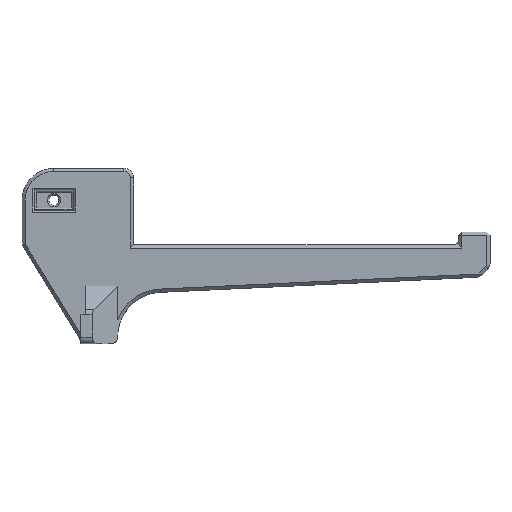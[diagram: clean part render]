
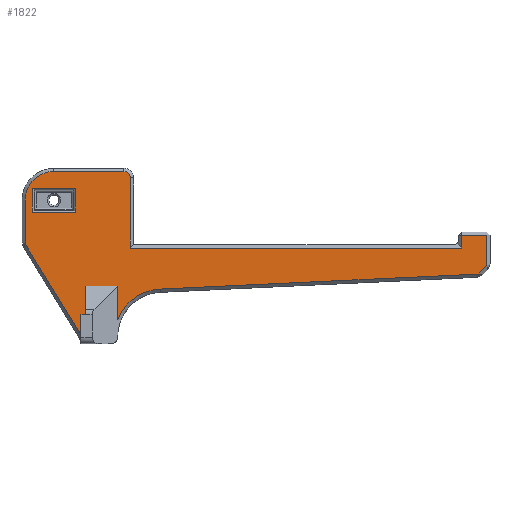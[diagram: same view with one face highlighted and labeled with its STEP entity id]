
A CAD part, top view. The second image highlights one B-rep face of the part: STEP entity #1822.
In plain terms, the highlighted planar face has unit normal (0, 0, 1).
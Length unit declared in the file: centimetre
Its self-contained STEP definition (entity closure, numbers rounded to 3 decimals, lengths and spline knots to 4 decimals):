
#219=VECTOR('',#2681,1.);
#224=VECTOR('',#2687,1.);
#228=VECTOR('',#2698,1.);
#231=VECTOR('',#2708,1.);
#234=VECTOR('',#2712,1.);
#238=VECTOR('',#2718,1.);
#240=VECTOR('',#2721,1.);
#255=VECTOR('',#2744,1.);
#259=VECTOR('',#2750,1.);
#262=VECTOR('',#2754,1.);
#287=VECTOR('',#2815,1.);
#288=VECTOR('',#2816,1.);
#289=VECTOR('',#2817,1.);
#290=VECTOR('',#2818,1.);
#291=VECTOR('',#2819,1.);
#292=VECTOR('',#2820,1.);
#293=VECTOR('',#2821,1.);
#294=VECTOR('',#2822,1.);
#295=VECTOR('',#2823,1.);
#420=LINE('',#2251,#219);
#425=LINE('',#2262,#224);
#429=LINE('',#2274,#228);
#432=LINE('',#2283,#231);
#435=LINE('',#2287,#234);
#439=LINE('',#2295,#238);
#441=LINE('',#2298,#240);
#456=LINE('',#2325,#255);
#460=LINE('',#2342,#259);
#463=LINE('',#2348,#262);
#488=LINE('',#2414,#287);
#489=LINE('',#2416,#288);
#490=LINE('',#2418,#289);
#491=LINE('',#2420,#290);
#492=LINE('',#2422,#291);
#493=LINE('',#2423,#292);
#494=LINE('',#2426,#293);
#495=LINE('',#2428,#294);
#496=LINE('',#2430,#295);
#598=PLANE('',#1950);
#691=VERTEX_POINT('',#2218);
#694=VERTEX_POINT('',#2228);
#697=VERTEX_POINT('',#2235);
#698=VERTEX_POINT('',#2242);
#701=VERTEX_POINT('',#2252);
#702=VERTEX_POINT('',#2253);
#705=VERTEX_POINT('',#2261);
#707=VERTEX_POINT('',#2267);
#709=VERTEX_POINT('',#2273);
#711=VERTEX_POINT('',#2279);
#713=VERTEX_POINT('',#2294);
#720=VERTEX_POINT('',#2335);
#721=VERTEX_POINT('',#2345);
#724=VERTEX_POINT('',#2354);
#735=VERTEX_POINT('',#2415);
#736=VERTEX_POINT('',#2417);
#737=VERTEX_POINT('',#2419);
#738=VERTEX_POINT('',#2421);
#739=VERTEX_POINT('',#2424);
#740=VERTEX_POINT('',#2425);
#741=VERTEX_POINT('',#2427);
#742=VERTEX_POINT('',#2429);
#777=CIRCLE('',#1903,0.2);
#779=CIRCLE('',#1907,0.9);
#782=CIRCLE('',#1927,1.5);
#899=EDGE_CURVE('',#701,#702,#420,.T.);
#904=EDGE_CURVE('',#705,#701,#425,.T.);
#907=EDGE_CURVE('',#707,#705,#777,.T.);
#910=EDGE_CURVE('',#709,#707,#429,.T.);
#913=EDGE_CURVE('',#711,#709,#779,.T.);
#915=EDGE_CURVE('',#698,#711,#432,.T.);
#918=EDGE_CURVE('',#702,#697,#435,.T.);
#922=EDGE_CURVE('',#713,#698,#439,.T.);
#924=EDGE_CURVE('',#697,#694,#441,.T.);
#939=EDGE_CURVE('',#694,#691,#456,.T.);
#945=EDGE_CURVE('',#691,#720,#460,.T.);
#948=EDGE_CURVE('',#720,#721,#463,.T.);
#951=EDGE_CURVE('',#721,#724,#782,.T.);
#979=EDGE_CURVE('',#713,#735,#488,.T.);
#980=EDGE_CURVE('',#735,#736,#489,.T.);
#981=EDGE_CURVE('',#736,#737,#490,.T.);
#982=EDGE_CURVE('',#737,#738,#491,.T.);
#983=EDGE_CURVE('',#738,#724,#492,.T.);
#984=EDGE_CURVE('',#739,#740,#493,.T.);
#985=EDGE_CURVE('',#741,#739,#494,.T.);
#986=EDGE_CURVE('',#742,#741,#495,.T.);
#987=EDGE_CURVE('',#740,#742,#496,.T.);
#1383=ORIENTED_EDGE('',*,*,#922,.F.);
#1384=ORIENTED_EDGE('',*,*,#979,.T.);
#1385=ORIENTED_EDGE('',*,*,#980,.T.);
#1386=ORIENTED_EDGE('',*,*,#981,.T.);
#1387=ORIENTED_EDGE('',*,*,#982,.T.);
#1388=ORIENTED_EDGE('',*,*,#983,.T.);
#1389=ORIENTED_EDGE('',*,*,#951,.F.);
#1390=ORIENTED_EDGE('',*,*,#948,.F.);
#1391=ORIENTED_EDGE('',*,*,#945,.F.);
#1392=ORIENTED_EDGE('',*,*,#939,.F.);
#1393=ORIENTED_EDGE('',*,*,#924,.F.);
#1394=ORIENTED_EDGE('',*,*,#918,.F.);
#1395=ORIENTED_EDGE('',*,*,#899,.F.);
#1396=ORIENTED_EDGE('',*,*,#904,.F.);
#1397=ORIENTED_EDGE('',*,*,#907,.F.);
#1398=ORIENTED_EDGE('',*,*,#910,.F.);
#1399=ORIENTED_EDGE('',*,*,#913,.F.);
#1400=ORIENTED_EDGE('',*,*,#915,.F.);
#1401=ORIENTED_EDGE('',*,*,#984,.F.);
#1402=ORIENTED_EDGE('',*,*,#985,.F.);
#1403=ORIENTED_EDGE('',*,*,#986,.F.);
#1404=ORIENTED_EDGE('',*,*,#987,.F.);
#1600=EDGE_LOOP('',(#1383,#1384,#1385,#1386,#1387,#1388,#1389,#1390,#1391,
#1392,#1393,#1394,#1395,#1396,#1397,#1398,#1399,#1400));
#1601=EDGE_LOOP('',(#1401,#1402,#1403,#1404));
#1713=FACE_BOUND('',#1600,.T.);
#1714=FACE_BOUND('',#1601,.T.);
#1822=ADVANCED_FACE('',(#1713,#1714),#598,.T.);
#1903=AXIS2_PLACEMENT_3D('',#2268,#2692,#2693);
#1907=AXIS2_PLACEMENT_3D('',#2280,#2703,#2704);
#1927=AXIS2_PLACEMENT_3D('',#2356,#2759,#2760);
#1950=AXIS2_PLACEMENT_3D('',#2413,#2814,$);
#2218=CARTESIAN_POINT('',(13.5858,-0.06,0.));
#2228=CARTESIAN_POINT('',(13.5858,0.9,0.));
#2235=CARTESIAN_POINT('',(12.8,0.9,0.));
#2242=CARTESIAN_POINT('',(-0.9,0.6282,0.));
#2251=CARTESIAN_POINT('',(4.4536,0.5,0.));
#2252=CARTESIAN_POINT('',(2.4,0.5,0.));
#2253=CARTESIAN_POINT('',(12.8,0.5,0.));
#2261=CARTESIAN_POINT('',(2.4,2.7,0.));
#2262=CARTESIAN_POINT('',(2.4,0.0734,0.));
#2267=CARTESIAN_POINT('',(2.2,2.9,0.));
#2268=CARTESIAN_POINT('',(2.2,2.7,0.));
#2273=CARTESIAN_POINT('',(0.,2.9,0.));
#2274=CARTESIAN_POINT('',(3.7786,2.9,0.));
#2279=CARTESIAN_POINT('',(-0.9,2.,0.));
#2280=CARTESIAN_POINT('',(0.,2.,0.));
#2283=CARTESIAN_POINT('',(-0.9,0.9734,0.));
#2287=CARTESIAN_POINT('',(12.8,0.3824,0.));
#2294=CARTESIAN_POINT('',(0.85,-2.2271,0.));
#2295=CARTESIAN_POINT('',(0.7818,-2.1157,0.));
#2298=CARTESIAN_POINT('',(7.2715,0.9,0.));
#2325=CARTESIAN_POINT('',(13.5858,0.2234,0.));
#2335=CARTESIAN_POINT('',(13.3414,-0.3162,0.));
#2342=CARTESIAN_POINT('',(12.057,-1.6628,0.));
#2345=CARTESIAN_POINT('',(3.3291,-0.7897,0.));
#2348=CARTESIAN_POINT('',(7.2904,-0.6024,0.));
#2354=CARTESIAN_POINT('',(2.,-1.7495,0.));
#2356=CARTESIAN_POINT('',(3.4,-2.2881,0.));
#2413=CARTESIAN_POINT('',(7.2071,0.1469,0.));
#2414=CARTESIAN_POINT('',(0.85,-0.9516,0.));
#2415=CARTESIAN_POINT('',(0.85,-1.6,0.));
#2416=CARTESIAN_POINT('',(4.1036,-1.6,0.));
#2417=CARTESIAN_POINT('',(1.,-1.6,0.));
#2418=CARTESIAN_POINT('',(1.,-0.7266,0.));
#2419=CARTESIAN_POINT('',(1.,-0.7,0.));
#2420=CARTESIAN_POINT('',(4.3536,-0.7,0.));
#2421=CARTESIAN_POINT('',(2.,-0.7,0.));
#2422=CARTESIAN_POINT('',(2.,-0.7266,0.));
#2423=CARTESIAN_POINT('',(5.4054,1.625,0.));
#2424=CARTESIAN_POINT('',(-0.675,1.625,0.));
#2425=CARTESIAN_POINT('',(0.675,1.625,0.));
#2426=CARTESIAN_POINT('',(-0.675,0.6102,0.));
#2427=CARTESIAN_POINT('',(-0.675,2.375,0.));
#2428=CARTESIAN_POINT('',(5.4054,2.375,0.));
#2429=CARTESIAN_POINT('',(0.675,2.375,0.));
#2430=CARTESIAN_POINT('',(0.675,0.6102,0.));
#2681=DIRECTION('',(1.,0.,0.));
#2687=DIRECTION('',(0.,-1.,0.));
#2692=DIRECTION('',(0.,0.,-1.));
#2693=DIRECTION('',(0.141,0.141,0.));
#2698=DIRECTION('',(1.,0.,0.));
#2703=DIRECTION('',(0.,0.,-1.));
#2704=DIRECTION('',(-0.636,0.636,0.));
#2708=DIRECTION('',(0.,1.,0.));
#2712=DIRECTION('',(0.,1.,0.));
#2718=DIRECTION('',(-0.523,0.853,0.));
#2721=DIRECTION('',(1.,0.,0.));
#2744=DIRECTION('',(0.,-1.,0.));
#2750=DIRECTION('',(-0.69,-0.724,0.));
#2754=DIRECTION('',(-0.999,-0.047,0.));
#2759=DIRECTION('',(0.,0.,1.));
#2760=DIRECTION('',(-1.085,1.035,0.));
#2814=DIRECTION('',(0.,0.,1.));
#2815=DIRECTION('',(0.,1.,0.));
#2816=DIRECTION('',(1.,0.,0.));
#2817=DIRECTION('',(0.,1.,0.));
#2818=DIRECTION('',(1.,0.,0.));
#2819=DIRECTION('',(0.,-1.,0.));
#2820=DIRECTION('',(1.,0.,0.));
#2821=DIRECTION('',(0.,-1.,0.));
#2822=DIRECTION('',(-1.,0.,0.));
#2823=DIRECTION('',(0.,1.,0.));
